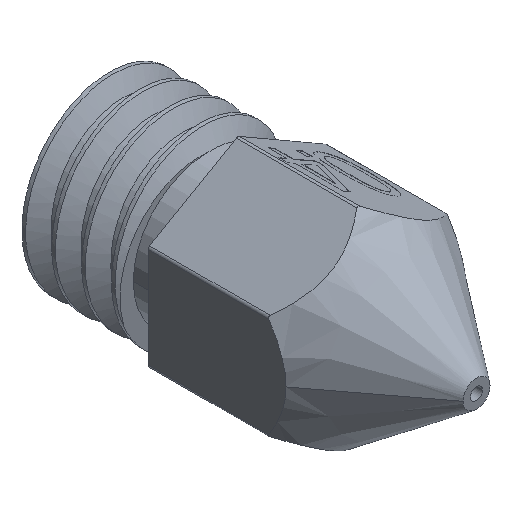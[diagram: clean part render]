
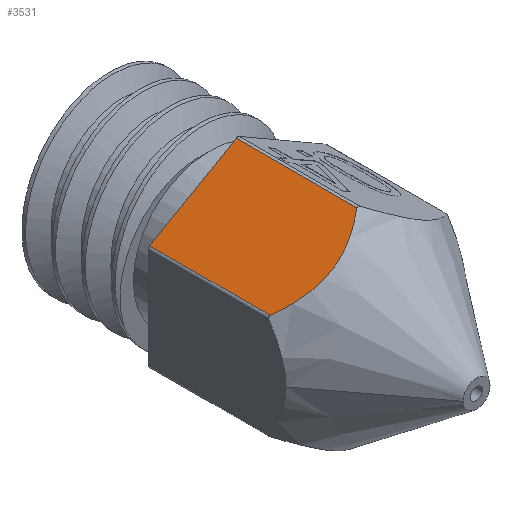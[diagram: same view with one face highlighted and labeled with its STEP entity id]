
A CAD part, isometric view. The second image highlights one B-rep face of the part: STEP entity #3531.
In plain terms, the highlighted planar face has unit normal (-0.5, 0, 0.866).
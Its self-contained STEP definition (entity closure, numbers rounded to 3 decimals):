
#5 = CARTESIAN_POINT ( 'NONE',  ( -0.05, -2.538, 3.435 ) ) ;
#212 = ORIENTED_EDGE ( 'NONE', *, *, #1687, .T. ) ;
#234 = CARTESIAN_POINT ( 'NONE',  ( -2.732, -2.7, 1.887 ) ) ;
#359 = VERTEX_POINT ( 'NONE', #922 ) ;
#433 = DIRECTION ( 'NONE',  ( 0., 1., 0. ) ) ;
#461 = CARTESIAN_POINT ( 'NONE',  ( -2.95, -2.538, 1.761 ) ) ;
#464 = CARTESIAN_POINT ( 'NONE',  ( -0.05, -6.5, 3.435 ) ) ;
#488 = VECTOR ( 'NONE', #3206, 1000. ) ;
#640 = ORIENTED_EDGE ( 'NONE', *, *, #2608, .T. ) ;
#922 = CARTESIAN_POINT ( 'NONE',  ( -2.95, -2.538, 1.761 ) ) ;
#1046 = CARTESIAN_POINT ( 'NONE',  ( -0.991, -3.045, 2.892 ) ) ;
#1049 = PLANE ( 'NONE',  #1605 ) ;
#1066 = DIRECTION ( 'NONE',  ( 0.5, 0., -0.866 ) ) ;
#1312 = CARTESIAN_POINT ( 'NONE',  ( -1.377, -3.117, 2.669 ) ) ;
#1317 = VERTEX_POINT ( 'NONE', #2619 ) ;
#1490 = CARTESIAN_POINT ( 'NONE',  ( -0.05, -2.538, 3.435 ) ) ;
#1586 = CARTESIAN_POINT ( 'NONE',  ( -1.765, -3.115, 2.445 ) ) ;
#1605 = AXIS2_PLACEMENT_3D ( 'NONE', #2943, #1066, #3537 ) ;
#1668 = CARTESIAN_POINT ( 'NONE',  ( -0.269, -2.702, 3.309 ) ) ;
#1687 = EDGE_CURVE ( 'NONE', #359, #3400, #2541, .T. ) ;
#1962 = ORIENTED_EDGE ( 'NONE', *, *, #3159, .T. ) ;
#2036 = VERTEX_POINT ( 'NONE', #2703 ) ;
#2092 = CARTESIAN_POINT ( 'NONE',  ( -2.95, -6.5, 1.761 ) ) ;
#2142 = CARTESIAN_POINT ( 'NONE',  ( -0.866, -3.003, 2.964 ) ) ;
#2145 = LINE ( 'NONE', #3241, #2177 ) ;
#2161 = LINE ( 'NONE', #464, #2798 ) ;
#2177 = VECTOR ( 'NONE', #2637, 1000. ) ;
#2267 = LINE ( 'NONE', #2092, #488 ) ;
#2329 = ORIENTED_EDGE ( 'NONE', *, *, #3549, .T. ) ;
#2411 = CARTESIAN_POINT ( 'NONE',  ( -1.246, -3.102, 2.745 ) ) ;
#2541 = B_SPLINE_CURVE_WITH_KNOTS ( 'NONE', 3,
 ( #461, #234, #3533, #3513, #1586, #1312, #2411, #1046, #2142, #3307, #1668, #1490 ),
 .UNSPECIFIED., .F., .F.,
 ( 4, 2, 2, 2, 2, 4 ),
 ( 0., 0.001, 0.002, 0.002, 0.003, 0.004 ),
 .UNSPECIFIED. ) ;
#2608 = EDGE_CURVE ( 'NONE', #1317, #2036, #2145, .T. ) ;
#2619 = CARTESIAN_POINT ( 'NONE',  ( -0.05, 1.5, 3.435 ) ) ;
#2636 = FACE_OUTER_BOUND ( 'NONE', #2922, .T. ) ;
#2637 = DIRECTION ( 'NONE',  ( -0.866, 0., -0.5 ) ) ;
#2703 = CARTESIAN_POINT ( 'NONE',  ( -2.95, 1.5, 1.761 ) ) ;
#2798 = VECTOR ( 'NONE', #433, 1000. ) ;
#2922 = EDGE_LOOP ( 'NONE', ( #212, #2329, #640, #1962 ) ) ;
#2943 = CARTESIAN_POINT ( 'NONE',  ( -1.5, -6.5, 2.598 ) ) ;
#3159 = EDGE_CURVE ( 'NONE', #2036, #359, #2267, .T. ) ;
#3206 = DIRECTION ( 'NONE',  ( 0., -1., 0. ) ) ;
#3241 = CARTESIAN_POINT ( 'NONE',  ( 0.375, 1.5, 3.681 ) ) ;
#3307 = CARTESIAN_POINT ( 'NONE',  ( -0.501, -2.847, 3.175 ) ) ;
#3400 = VERTEX_POINT ( 'NONE', #5 ) ;
#3513 = CARTESIAN_POINT ( 'NONE',  ( -2.026, -3.051, 2.295 ) ) ;
#3531 = ADVANCED_FACE ( 'NONE', ( #2636 ), #1049, .F. ) ;
#3533 = CARTESIAN_POINT ( 'NONE',  ( -2.507, -2.842, 2.017 ) ) ;
#3537 = DIRECTION ( 'NONE',  ( 0.866, 0., 0.5 ) ) ;
#3549 = EDGE_CURVE ( 'NONE', #3400, #1317, #2161, .T. ) ;
